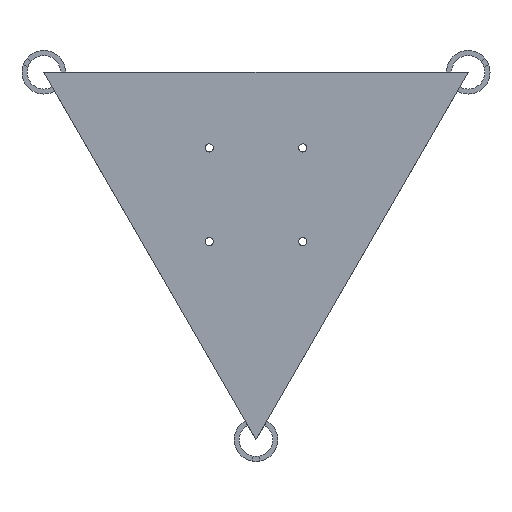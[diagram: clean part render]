
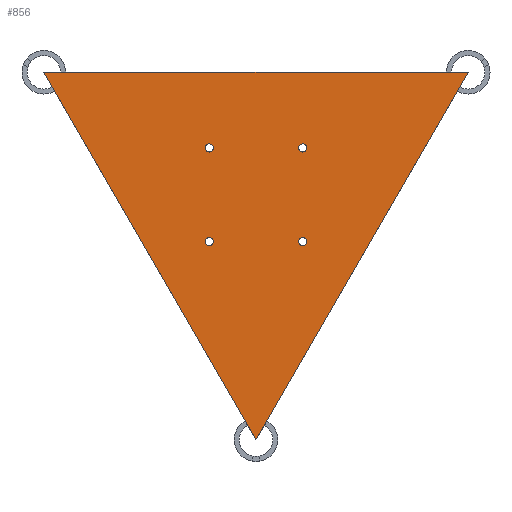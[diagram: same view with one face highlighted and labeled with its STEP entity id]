
A CAD part, front view. The second image highlights one B-rep face of the part: STEP entity #856.
In plain terms, the highlighted planar face has unit normal (0, -1, 0).
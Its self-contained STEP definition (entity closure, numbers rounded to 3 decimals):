
#25=FACE_BOUND('',#131,.T.);
#26=FACE_BOUND('',#132,.T.);
#27=FACE_BOUND('',#133,.T.);
#28=FACE_BOUND('',#134,.T.);
#78=FACE_OUTER_BOUND('',#130,.T.);
#130=EDGE_LOOP('',(#770,#771,#772));
#131=EDGE_LOOP('',(#773));
#132=EDGE_LOOP('',(#774));
#133=EDGE_LOOP('',(#775));
#134=EDGE_LOOP('',(#776));
#193=LINE('',#1343,#281);
#200=LINE('',#1360,#288);
#207=LINE('',#1375,#295);
#281=VECTOR('',#1091,10.);
#288=VECTOR('',#1108,10.);
#295=VECTOR('',#1125,10.);
#338=CIRCLE('',#933,1.225);
#340=CIRCLE('',#936,1.225);
#342=CIRCLE('',#939,1.225);
#344=CIRCLE('',#942,1.225);
#401=VERTEX_POINT('',#1340);
#402=VERTEX_POINT('',#1342);
#407=VERTEX_POINT('',#1359);
#418=VERTEX_POINT('',#1402);
#420=VERTEX_POINT('',#1408);
#422=VERTEX_POINT('',#1414);
#424=VERTEX_POINT('',#1420);
#501=EDGE_CURVE('',#402,#401,#193,.T.);
#510=EDGE_CURVE('',#407,#402,#200,.T.);
#519=EDGE_CURVE('',#401,#407,#207,.T.);
#534=EDGE_CURVE('',#418,#418,#338,.T.);
#537=EDGE_CURVE('',#420,#420,#340,.T.);
#540=EDGE_CURVE('',#422,#422,#342,.T.);
#543=EDGE_CURVE('',#424,#424,#344,.T.);
#770=ORIENTED_EDGE('',*,*,#501,.T.);
#771=ORIENTED_EDGE('',*,*,#519,.T.);
#772=ORIENTED_EDGE('',*,*,#510,.T.);
#773=ORIENTED_EDGE('',*,*,#534,.F.);
#774=ORIENTED_EDGE('',*,*,#537,.F.);
#775=ORIENTED_EDGE('',*,*,#540,.F.);
#776=ORIENTED_EDGE('',*,*,#543,.F.);
#814=PLANE('',#944);
#856=ADVANCED_FACE('',(#78,#25,#26,#27,#28),#814,.T.);
#933=AXIS2_PLACEMENT_3D('',#1404,#1153,#1154);
#936=AXIS2_PLACEMENT_3D('',#1410,#1160,#1161);
#939=AXIS2_PLACEMENT_3D('',#1416,#1167,#1168);
#942=AXIS2_PLACEMENT_3D('',#1422,#1174,#1175);
#944=AXIS2_PLACEMENT_3D('',#1425,#1179,#1180);
#1091=DIRECTION('',(-1.,0.,0.));
#1108=DIRECTION('',(0.5,0.,0.866));
#1125=DIRECTION('',(0.5,0.,-0.866));
#1153=DIRECTION('center_axis',(0.,-1.,0.));
#1154=DIRECTION('ref_axis',(1.,0.,0.));
#1160=DIRECTION('center_axis',(0.,-1.,0.));
#1161=DIRECTION('ref_axis',(1.,0.,0.));
#1167=DIRECTION('center_axis',(0.,-1.,0.));
#1168=DIRECTION('ref_axis',(1.,0.,0.));
#1174=DIRECTION('center_axis',(0.,-1.,0.));
#1175=DIRECTION('ref_axis',(1.,0.,0.));
#1179=DIRECTION('center_axis',(0.,-1.,0.));
#1180=DIRECTION('ref_axis',(0.,0.,-1.));
#1340=CARTESIAN_POINT('',(-63.22,0.,36.5));
#1342=CARTESIAN_POINT('',(63.22,0.,36.5));
#1343=CARTESIAN_POINT('',(63.22,0.,36.5));
#1359=CARTESIAN_POINT('',(0.,0.,-73.));
#1360=CARTESIAN_POINT('',(0.,0.,-73.));
#1375=CARTESIAN_POINT('',(-63.22,0.,36.5));
#1402=CARTESIAN_POINT('',(-15.175,0.,-13.95));
#1404=CARTESIAN_POINT('Origin',(-13.95,0.,-13.95));
#1408=CARTESIAN_POINT('',(12.725,0.,13.95));
#1410=CARTESIAN_POINT('Origin',(13.95,0.,13.95));
#1414=CARTESIAN_POINT('',(-15.175,0.,13.95));
#1416=CARTESIAN_POINT('Origin',(-13.95,0.,13.95));
#1420=CARTESIAN_POINT('',(12.725,0.,-13.95));
#1422=CARTESIAN_POINT('Origin',(13.95,0.,-13.95));
#1425=CARTESIAN_POINT('Origin',(0.,0.,-15.));
